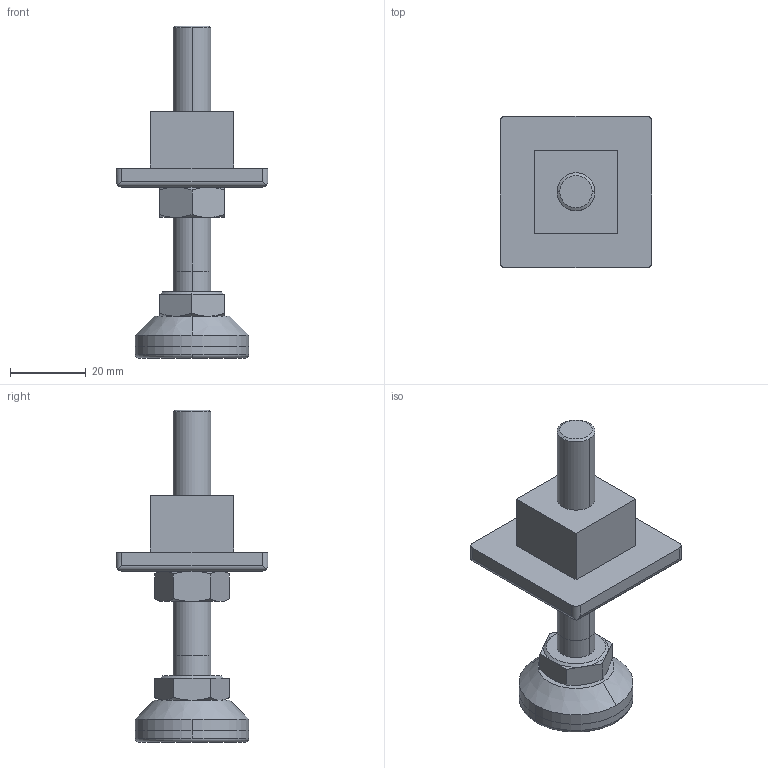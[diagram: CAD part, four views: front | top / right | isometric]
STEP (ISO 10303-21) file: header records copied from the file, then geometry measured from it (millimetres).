
FILE_DESCRIPTION(('Creo Elements/Direct Modeling STEP Export'),'2;1');
FILE_NAME('44.0250_Stellfuß-MMS-44_30xM10x87-KS.stp','2022-03-21T 8:55:12',(''),(''),'PTC Creo Elements/Direct Modeling STEP processor for AP214 (Solid Model)','PTC Creo Elements/Direct Modeling 19.0C 15-Aug-2015 (C) Parametric Technology GmbH','');
FILE_SCHEMA(('AUTOMOTIVE_DESIGN { 1 0 10303 214 1 1 1 1 }'));
Length unit declared in the file: millimetre
Products named in the file (4): Stellfuß-MMS-33_30-M10-87mm-KS_33.0250.oF_PX171717; Sechskantmutter-DIN934_M10-8.8-verz_11017_PX171718; Abdeckkappe-MMS-44_40x40x20-M10_44.0311_PX171720; Stellfuß-MMS-44_30xM10x87-KS_44.0250_PX171726
Assembly tree (3 placements, depth 2):
  Stellfuß-MMS-44_30xM10x87-KS_44.0250_PX171726
    Abdeckkappe-MMS-44_40x40x20-M10_44.0311_PX171720
    Sechskantmutter-DIN934_M10-8.8-verz_11017_PX171718
    Stellfuß-MMS-33_30-M10-87mm-KS_33.0250.oF_PX171717
Bounding box: 40 x 40 x 87.4 mm (x, y, z)
Volume: 29333.4 mm3; surface area: 11316.4 mm2
Topology: 3 solids, 3 shells, 91 faces, 211 edges, 129 vertices
Faces by surface type: plane 35, cone 34, cylinder 20, torus 2
Entity records: 3635 total; most frequent: CARTESIAN_POINT 1611, ORIENTED_EDGE 422, DIRECTION 318, EDGE_CURVE 211, VERTEX_POINT 129, AXIS2_PLACEMENT_3D 120, EDGE_LOOP 98, FACE_OUTER_BOUND 91
